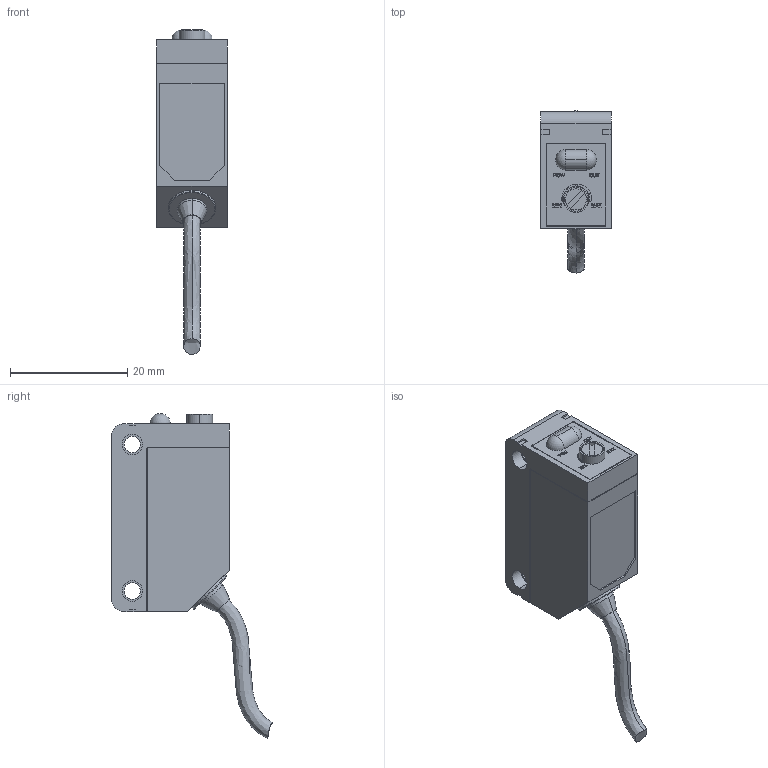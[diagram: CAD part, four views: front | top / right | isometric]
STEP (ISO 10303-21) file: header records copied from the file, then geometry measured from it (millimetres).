
FILE_DESCRIPTION (( 'STEP AP214' ), '1' );
FILE_NAME ('OR30.STEP', '2020-08-04T02:02:30', ( 'managet2' ), ( '' ), 'SwSTEP 2.0', 'SolidWorks 2016', '' );
FILE_SCHEMA (( 'AUTOMOTIVE_DESIGN' ));
Length unit declared in the file: millimetre
Products named in the file (5): OK30-TI-receiver-嚦樏鋋; OK30-TI-receiver_DI_RI; OR30
Assembly tree (2 placements, depth 2):
  OK30-TI-receiver-嚦樏鋋
  OK30-TI-receiver_DI_RI
  OR30
    OK30-TI-receiver_DI_RI
    OK30-TI-receiver-嚦樏鋋
Bounding box: 12 x 27.57 x 55.38 mm (x, y, z)
Volume: 7354.2 mm3; surface area: 3845.1 mm2
Topology: 27 solids, 27 shells, 384 faces, 951 edges, 630 vertices
Faces by surface type: plane 254, cylinder 71, bspline 45, sphere 10, cone 2, torus 2
Entity records: 14199 total; most frequent: CARTESIAN_POINT 4840, ORIENTED_EDGE 1882, DIRECTION 1711, EDGE_CURVE 941, VECTOR 685, LINE 685, VERTEX_POINT 626, AXIS2_PLACEMENT_3D 513
